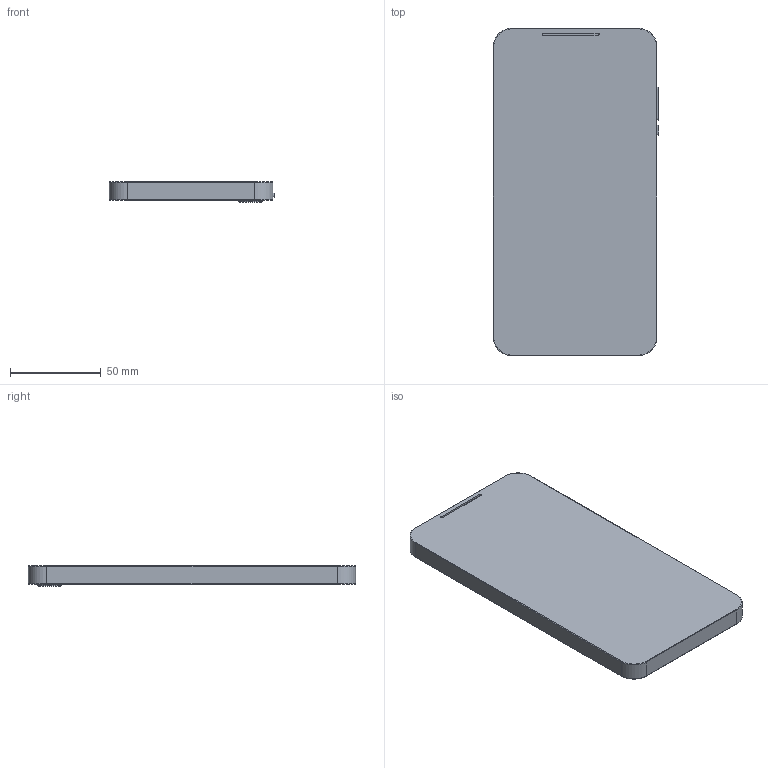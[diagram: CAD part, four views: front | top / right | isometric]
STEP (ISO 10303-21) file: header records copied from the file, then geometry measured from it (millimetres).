
FILE_DESCRIPTION (( 'STEP AP203' ), '1' );
FILE_NAME ('phone.STEP', '2023-12-23T12:00:52', ( '' ), ( '' ), 'SwSTEP 2.0', 'SolidWorks 2022', '' );
FILE_SCHEMA (( 'CONFIG_CONTROL_DESIGN' ));
Length unit declared in the file: millimetre
Products named in the file (1): phone
Bounding box: 91 x 180 x 11 mm (x, y, z)
Volume: 161248 mm3; surface area: 37472.9 mm2
Topology: 1 solids, 1 shells, 68 faces, 151 edges, 90 vertices
Faces by surface type: cylinder 29, torus 22, plane 17
Entity records: 1968 total; most frequent: DIRECTION 381, CARTESIAN_POINT 310, ORIENTED_EDGE 302, AXIS2_PLACEMENT_3D 161, EDGE_CURVE 151, CIRCLE 92, VERTEX_POINT 90, EDGE_LOOP 73
